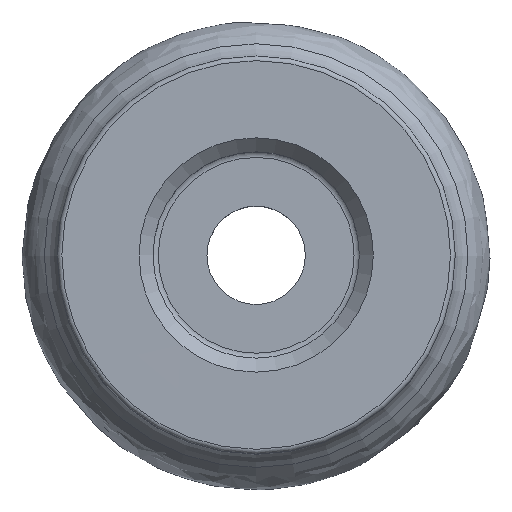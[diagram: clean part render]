
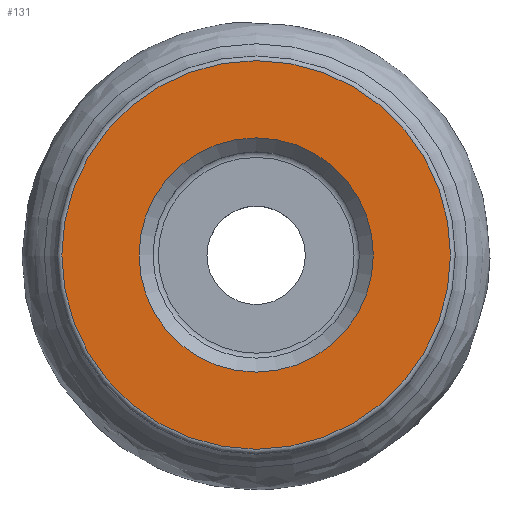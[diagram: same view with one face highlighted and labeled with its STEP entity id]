
A CAD part, top view. The second image highlights one B-rep face of the part: STEP entity #131.
In plain terms, the highlighted conical face has half-angle 89.972 degrees and reference radius 12.501 mm.
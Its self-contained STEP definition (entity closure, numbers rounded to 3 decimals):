
#107=CONICAL_SURFACE('',#564,12.501,89.972);
#131=ADVANCED_FACE('',(#187,#188),#107,.F.);
#187=FACE_BOUND('',#246,.T.);
#188=FACE_BOUND('',#247,.T.);
#246=EDGE_LOOP('',(#304));
#247=EDGE_LOOP('',(#305));
#304=ORIENTED_EDGE('',*,*,#382,.F.);
#305=ORIENTED_EDGE('',*,*,#381,.T.);
#351=VERTEX_POINT('',#799);
#352=VERTEX_POINT('',#802);
#381=EDGE_CURVE('',#351,#351,#410,.T.);
#382=EDGE_CURVE('',#352,#352,#411,.T.);
#410=CIRCLE('',#561,12.501);
#411=CIRCLE('',#563,20.74);
#561=AXIS2_PLACEMENT_3D('',#798,#663,#664);
#563=AXIS2_PLACEMENT_3D('',#801,#667,#668);
#564=AXIS2_PLACEMENT_3D('',#803,#669,#670);
#663=DIRECTION('',(0.,0.,-1.));
#664=DIRECTION('',(-1.,0.,0.));
#667=DIRECTION('',(0.,0.,-1.));
#668=DIRECTION('',(-1.,0.,0.));
#669=DIRECTION('',(0.,0.,1.));
#670=DIRECTION('',(1.,0.,0.));
#798=CARTESIAN_POINT('',(0.,0.,0.006));
#799=CARTESIAN_POINT('',(-12.501,0.,0.006));
#801=CARTESIAN_POINT('',(0.,0.,0.01));
#802=CARTESIAN_POINT('',(-20.74,0.,0.01));
#803=CARTESIAN_POINT('',(0.,0.,0.006));
